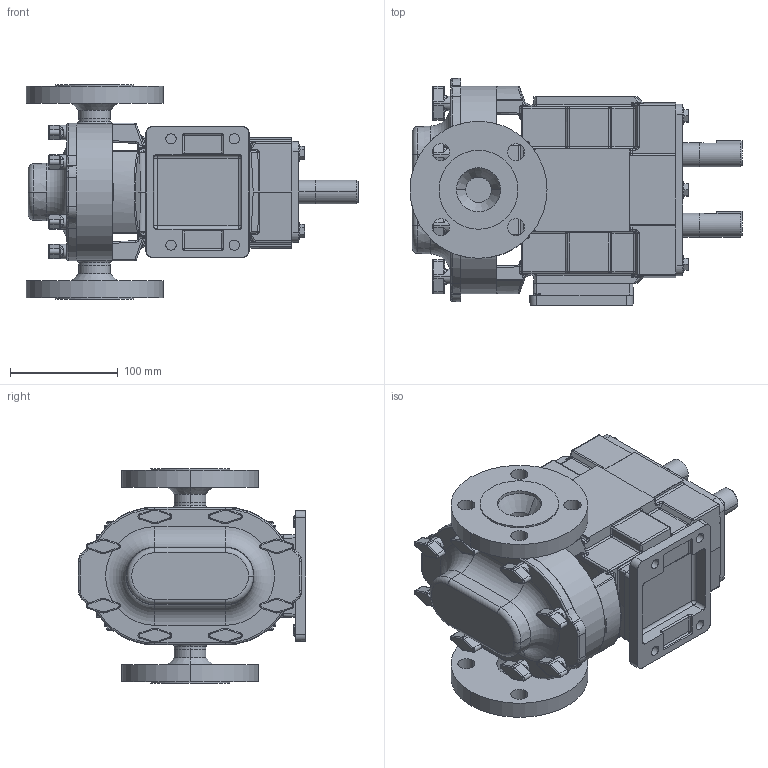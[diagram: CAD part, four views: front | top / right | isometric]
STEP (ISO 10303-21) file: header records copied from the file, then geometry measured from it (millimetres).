
FILE_DESCRIPTION (( 'STEP AP214' ), '1' );
FILE_NAME ('TRA10-0060-022.STEP', '2024-03-26T16:54:48', ( '' ), ( '' ), 'SwSTEP 2.0', 'SolidWorks 2022', '' );
FILE_SCHEMA (( 'AUTOMOTIVE_DESIGN' ));
Length unit declared in the file: inch
Products named in the file (5): TRA10-0150-COVER-STD; TRA10-0060-022; TRA10-0150-GEARBOX-H; 0150FLG150-15; TRA10-0150-BODY
Assembly tree (5 placements, depth 2):
  TRA10-0060-022
    TRA10-0150-GEARBOX-H
    TRA10-0150-BODY
    TRA10-0150-COVER-STD
    0150FLG150-15  x2
Bounding box: 307.72 x 210.61 x 199.14 mm (x, y, z)
Volume: 4186630.7 mm3; surface area: 372351.1 mm2
Topology: 5 solids, 5 shells, 1203 faces, 2889 edges, 1671 vertices
Faces by surface type: cylinder 469, plane 321, bspline 208, torus 85, sphere 62, cone 58
Entity records: 39303 total; most frequent: CARTESIAN_POINT 13843, ORIENTED_EDGE 5534, DIRECTION 5101, EDGE_CURVE 2767, AXIS2_PLACEMENT_3D 1953, VERTEX_POINT 1633, EDGE_LOOP 1230, VECTOR 1195
